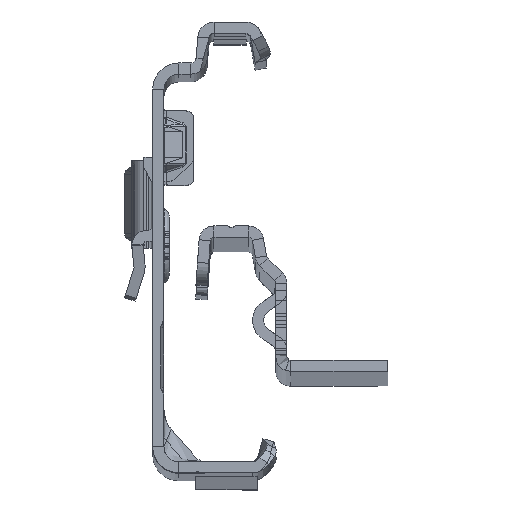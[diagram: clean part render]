
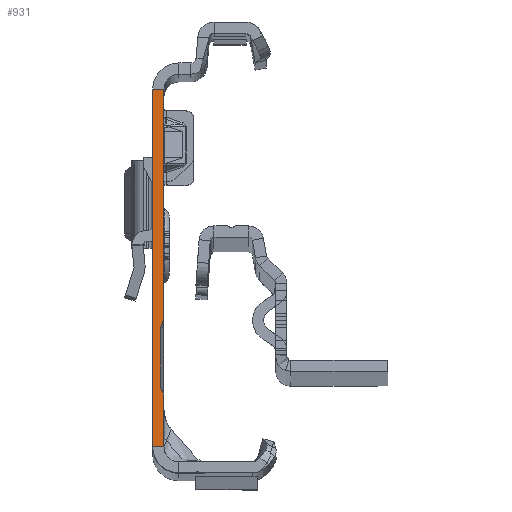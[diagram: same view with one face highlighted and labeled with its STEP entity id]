
A CAD part, top view. The second image highlights one B-rep face of the part: STEP entity #931.
In plain terms, the highlighted planar face has unit normal (0, 0, 1).
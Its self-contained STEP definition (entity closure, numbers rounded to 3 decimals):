
#636 = CARTESIAN_POINT ( 'NONE',  ( -1.5, 22.135, 0. ) ) ;
#838 = ORIENTED_EDGE ( 'NONE', *, *, #27389, .F. ) ;
#931 = ADVANCED_FACE ( 'NONE', ( #16694 ), #3961, .T. ) ;
#963 = DIRECTION ( 'NONE',  ( -1., 0., 0. ) ) ;
#1189 = VERTEX_POINT ( 'NONE', #18328 ) ;
#1637 = EDGE_CURVE ( 'NONE', #17730, #8961, #12401, .T. ) ;
#1832 = DIRECTION ( 'NONE',  ( 0., 0., 1. ) ) ;
#1877 = AXIS2_PLACEMENT_3D ( 'NONE', #17188, #12976, #10894 ) ;
#3015 = VECTOR ( 'NONE', #12675, 1000. ) ;
#3030 = VECTOR ( 'NONE', #12690, 1000. ) ;
#3649 = VECTOR ( 'NONE', #20304, 1000. ) ;
#3910 = CARTESIAN_POINT ( 'NONE',  ( 0.6, -9.865, 0. ) ) ;
#3961 = PLANE ( 'NONE',  #25732 ) ;
#4647 = CIRCLE ( 'NONE', #24247, 2.5 ) ;
#4764 = VERTEX_POINT ( 'NONE', #13107 ) ;
#5365 = CARTESIAN_POINT ( 'NONE',  ( -2.5, -19.499, 0. ) ) ;
#5393 = VECTOR ( 'NONE', #26164, 1000. ) ;
#5722 = CARTESIAN_POINT ( 'NONE',  ( -0.234, -18.442, 0. ) ) ;
#6083 = DIRECTION ( 'NONE',  ( 0., -1., 0. ) ) ;
#7320 = EDGE_CURVE ( 'NONE', #20138, #4764, #24334, .T. ) ;
#7670 = ORIENTED_EDGE ( 'NONE', *, *, #18821, .F. ) ;
#8041 = VERTEX_POINT ( 'NONE', #20750 ) ;
#8055 = CARTESIAN_POINT ( 'NONE',  ( -2.5, -8.231, 0. ) ) ;
#8199 = DIRECTION ( 'NONE',  ( -1., 0., 0. ) ) ;
#8906 = CARTESIAN_POINT ( 'NONE',  ( -0.234, -18.442, 0. ) ) ;
#8961 = VERTEX_POINT ( 'NONE', #636 ) ;
#9096 = EDGE_CURVE ( 'NONE', #8041, #20138, #21039, .T. ) ;
#9167 = CARTESIAN_POINT ( 'NONE',  ( -0.234, -9.288, 0. ) ) ;
#9209 = ORIENTED_EDGE ( 'NONE', *, *, #23845, .F. ) ;
#9426 = VERTEX_POINT ( 'NONE', #14011 ) ;
#10880 = LINE ( 'NONE', #11006, #3030 ) ;
#10894 = DIRECTION ( 'NONE',  ( 1., 0., 0. ) ) ;
#10935 = VECTOR ( 'NONE', #16335, 1000. ) ;
#11006 = CARTESIAN_POINT ( 'NONE',  ( 0., 24.135, 0. ) ) ;
#11627 = EDGE_CURVE ( 'NONE', #13328, #22096, #4647, .T. ) ;
#11800 = CARTESIAN_POINT ( 'NONE',  ( -1.5, 24.135, 0. ) ) ;
#12259 = DIRECTION ( 'NONE',  ( 0.423, -0.906, 0. ) ) ;
#12401 = LINE ( 'NONE', #23146, #3015 ) ;
#12675 = DIRECTION ( 'NONE',  ( -1., 0., 0. ) ) ;
#12690 = DIRECTION ( 'NONE',  ( 0., -1., 0. ) ) ;
#12976 = DIRECTION ( 'NONE',  ( 0., 0., 1. ) ) ;
#12981 = EDGE_CURVE ( 'NONE', #22096, #26678, #14083, .T. ) ;
#13107 = CARTESIAN_POINT ( 'NONE',  ( -0.306, -9.443, 0. ) ) ;
#13328 = VERTEX_POINT ( 'NONE', #8906 ) ;
#13944 = LINE ( 'NONE', #22852, #24090 ) ;
#14011 = CARTESIAN_POINT ( 'NONE',  ( -0.306, -18.288, 0. ) ) ;
#14083 = LINE ( 'NONE', #20222, #10935 ) ;
#14595 = CARTESIAN_POINT ( 'NONE',  ( -1.5, 24.135, 0. ) ) ;
#14735 = VERTEX_POINT ( 'NONE', #19614 ) ;
#14977 = ORIENTED_EDGE ( 'NONE', *, *, #11627, .F. ) ;
#15549 = CARTESIAN_POINT ( 'NONE',  ( -0.234, -9.288, 0. ) ) ;
#16335 = DIRECTION ( 'NONE',  ( 0., -1., 0. ) ) ;
#16542 = DIRECTION ( 'NONE',  ( 1., 0., 0. ) ) ;
#16613 = AXIS2_PLACEMENT_3D ( 'NONE', #8055, #18790, #8199 ) ;
#16662 = VECTOR ( 'NONE', #12259, 1000. ) ;
#16694 = FACE_OUTER_BOUND ( 'NONE', #26611, .T. ) ;
#17188 = CARTESIAN_POINT ( 'NONE',  ( 0.6, -17.865, 0. ) ) ;
#17730 = VERTEX_POINT ( 'NONE', #19135 ) ;
#17755 = EDGE_CURVE ( 'NONE', #17730, #8041, #10880, .T. ) ;
#17802 = VECTOR ( 'NONE', #963, 1000. ) ;
#18328 = CARTESIAN_POINT ( 'NONE',  ( -0.4, -9.865, 0. ) ) ;
#18637 = DIRECTION ( 'NONE',  ( 0., 0., 1. ) ) ;
#18700 = DIRECTION ( 'NONE',  ( 0., -1., 0. ) ) ;
#18790 = DIRECTION ( 'NONE',  ( 0., 0., -1. ) ) ;
#18821 = EDGE_CURVE ( 'NONE', #26678, #27484, #22151, .T. ) ;
#18871 = DIRECTION ( 'NONE',  ( -1., 0., 0. ) ) ;
#19135 = CARTESIAN_POINT ( 'NONE',  ( 0., 22.135, 0. ) ) ;
#19138 = CARTESIAN_POINT ( 'NONE',  ( -1.5, -25.865, 0. ) ) ;
#19462 = ORIENTED_EDGE ( 'NONE', *, *, #26374, .T. ) ;
#19614 = CARTESIAN_POINT ( 'NONE',  ( -0.4, -17.865, 0. ) ) ;
#20138 = VERTEX_POINT ( 'NONE', #15549 ) ;
#20222 = CARTESIAN_POINT ( 'NONE',  ( 0., 24.135, 0. ) ) ;
#20304 = DIRECTION ( 'NONE',  ( 0., -1., 0. ) ) ;
#20750 = CARTESIAN_POINT ( 'NONE',  ( 0., -8.231, 0. ) ) ;
#21039 = CIRCLE ( 'NONE', #16613, 2.5 ) ;
#21276 = ORIENTED_EDGE ( 'NONE', *, *, #25738, .F. ) ;
#21514 = CIRCLE ( 'NONE', #1877, 1. ) ;
#21548 = ORIENTED_EDGE ( 'NONE', *, *, #9096, .F. ) ;
#21831 = ORIENTED_EDGE ( 'NONE', *, *, #1637, .T. ) ;
#21936 = AXIS2_PLACEMENT_3D ( 'NONE', #3910, #1832, #18871 ) ;
#21958 = CIRCLE ( 'NONE', #21936, 1. ) ;
#22096 = VERTEX_POINT ( 'NONE', #26614 ) ;
#22101 = ORIENTED_EDGE ( 'NONE', *, *, #7320, .F. ) ;
#22151 = LINE ( 'NONE', #26215, #17802 ) ;
#22852 = CARTESIAN_POINT ( 'NONE',  ( -0.4, -9.865, 0. ) ) ;
#22926 = DIRECTION ( 'NONE',  ( 0., 0., -1. ) ) ;
#23146 = CARTESIAN_POINT ( 'NONE',  ( 0., 22.135, 0. ) ) ;
#23525 = ORIENTED_EDGE ( 'NONE', *, *, #26001, .F. ) ;
#23845 = EDGE_CURVE ( 'NONE', #1189, #14735, #13944, .T. ) ;
#24038 = CARTESIAN_POINT ( 'NONE',  ( 0., -25.865, 0. ) ) ;
#24090 = VECTOR ( 'NONE', #18700, 1000. ) ;
#24247 = AXIS2_PLACEMENT_3D ( 'NONE', #5365, #22926, #16542 ) ;
#24323 = ORIENTED_EDGE ( 'NONE', *, *, #12981, .F. ) ;
#24334 = LINE ( 'NONE', #9167, #5393 ) ;
#24857 = ORIENTED_EDGE ( 'NONE', *, *, #17755, .F. ) ;
#25732 = AXIS2_PLACEMENT_3D ( 'NONE', #14595, #18637, #6083 ) ;
#25738 = EDGE_CURVE ( 'NONE', #14735, #9426, #21514, .T. ) ;
#26001 = EDGE_CURVE ( 'NONE', #9426, #13328, #26765, .T. ) ;
#26164 = DIRECTION ( 'NONE',  ( -0.423, -0.906, 0. ) ) ;
#26215 = CARTESIAN_POINT ( 'NONE',  ( 0., -25.865, 0. ) ) ;
#26374 = EDGE_CURVE ( 'NONE', #8961, #27484, #26996, .T. ) ;
#26611 = EDGE_LOOP ( 'NONE', ( #21548, #24857, #21831, #19462, #7670, #24323, #14977, #23525, #21276, #9209, #838, #22101 ) ) ;
#26614 = CARTESIAN_POINT ( 'NONE',  ( 0., -19.499, 0. ) ) ;
#26678 = VERTEX_POINT ( 'NONE', #24038 ) ;
#26765 = LINE ( 'NONE', #5722, #16662 ) ;
#26996 = LINE ( 'NONE', #11800, #3649 ) ;
#27389 = EDGE_CURVE ( 'NONE', #4764, #1189, #21958, .T. ) ;
#27484 = VERTEX_POINT ( 'NONE', #19138 ) ;
